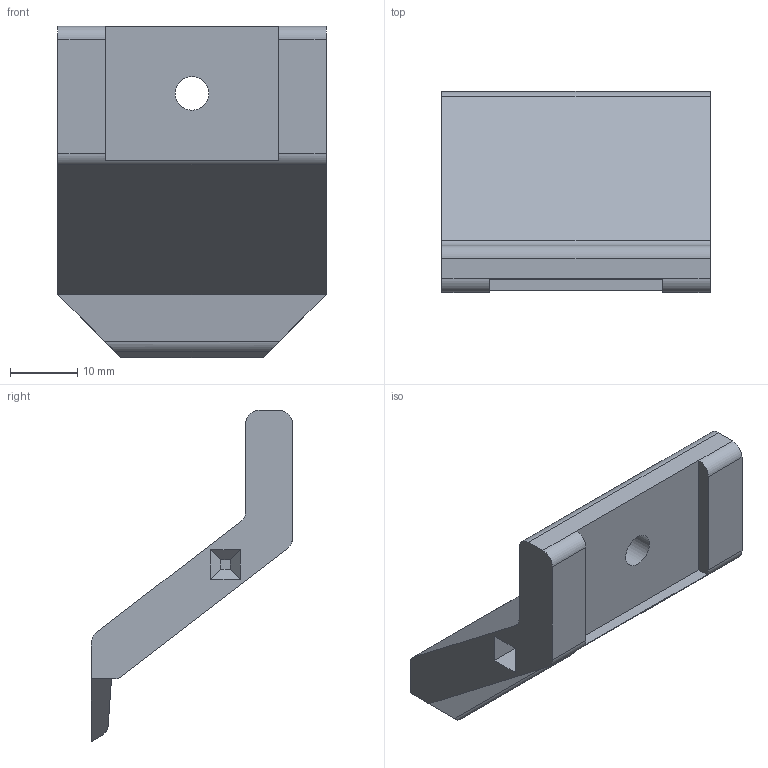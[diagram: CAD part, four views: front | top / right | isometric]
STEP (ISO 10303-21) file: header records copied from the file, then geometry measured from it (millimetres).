
FILE_DESCRIPTION(/* description */ ('','CAx-IF Rec.Pracs.---Representation and Presentation of Product Manufacturing Information (PMI)---4.0---2014-10-13'),/* implementation_level */ '2;1');
FILE_NAME(/* name */ 'gripper slimmed down final.step',/* time_stamp */ '2025-01-03T07:20:35+01:00',/* author */ (''),/* organization */ (''),/* preprocessor_version */ 'ST-DEVELOPER v20',/* originating_system */ 'Autodesk Translation Framework v13.20.0.188',/* authorisation */ '');
FILE_SCHEMA (('AP242_MANAGED_MODEL_BASED_3D_ENGINEERING_MIM_LF { 1 0 10303 442 1 1 4 }'));
Length unit declared in the file: millimetre
Products named in the file (2): gripper and Aruco holder; gripper slimmed-down
Assembly tree (1 placements, depth 2):
  gripper and Aruco holder
    gripper slimmed-down
Bounding box: 40 x 30 x 49.39 mm (x, y, z)
Volume: 14094.4 mm3; surface area: 6109.4 mm2
Topology: 1 solids, 1 shells, 44 faces, 110 edges, 70 vertices
Faces by surface type: plane 36, cylinder 8
Full cylindrical faces by diameter (mm): 5 x1
Entity records: 1349 total; most frequent: CARTESIAN_POINT 227, DIRECTION 222, ORIENTED_EDGE 220, EDGE_CURVE 110, LINE 92, VECTOR 92, VERTEX_POINT 70, AXIS2_PLACEMENT_3D 65
